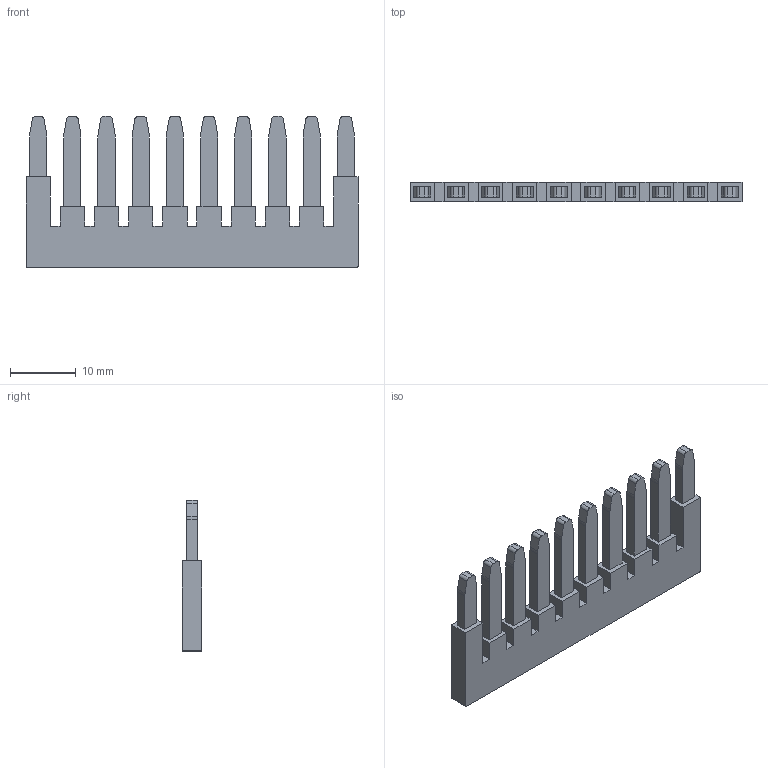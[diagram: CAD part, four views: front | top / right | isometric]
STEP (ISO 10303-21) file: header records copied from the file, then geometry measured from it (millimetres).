
FILE_DESCRIPTION( ( 'Unknown' ), '1' );
FILE_NAME( 'DFBS10-5-FILLED.stp', 'Unknown', ( 'Unknown' ), ( 'Unknown' ), 'XStep 1.0', 'Unknown', ' ' );
FILE_SCHEMA( ( 'automotive_design' ) );
Length unit declared in the file: millimetre
Products named in the file (1): 1
Bounding box: 50.5 x 3 x 23 mm (x, y, z)
Volume: 1897.8 mm3; surface area: 2528.3 mm2
Topology: 1 solids, 1 shells, 154 faces, 426 edges, 284 vertices
Faces by surface type: plane 112, cylinder 42
Entity records: 6142 total; most frequent: CARTESIAN_POINT 865, ORIENTED_EDGE 852, DIRECTION 820, EDGE_CURVE 426, LINE 342, VECTOR 342, VERTEX_POINT 284, AXIS2_PLACEMENT_3D 239
